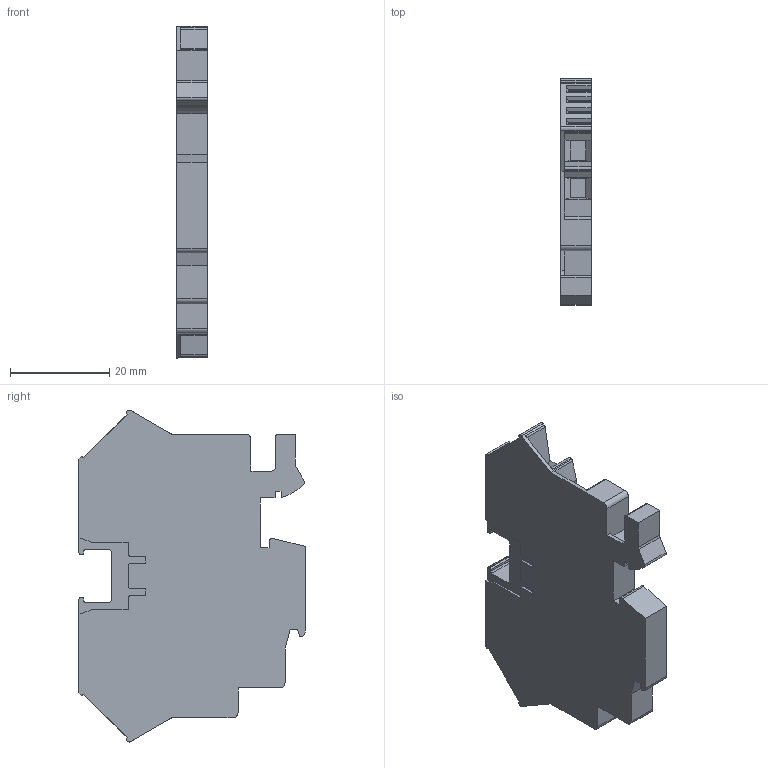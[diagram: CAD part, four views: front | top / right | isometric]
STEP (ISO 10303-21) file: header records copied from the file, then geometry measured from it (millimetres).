
FILE_DESCRIPTION((''),'2;1');
FILE_NAME('RK40ZRL_KOMBI_32_ISO_STEP','2012-03-13T',('Neumann'),(''),'PRO/ENGINEER BY PARAMETRIC TECHNOLOGY CORPORATION, 2007390','PRO/ENGINEER BY PARAMETRIC TECHNOLOGY CORPORATION, 2007390','');
FILE_SCHEMA(('CONFIG_CONTROL_DESIGN'));
Length unit declared in the file: millimetre
Products named in the file (1): RK40ZRL_KOMBI_32_ISO_STEP
Bounding box: 6.1 x 45.5 x 66.75 mm (x, y, z)
Volume: 12234.7 mm3; surface area: 6843 mm2
Topology: 1 solids, 1 shells, 289 faces, 793 edges, 512 vertices
Faces by surface type: plane 192, cylinder 81, cone 8, torus 8
Entity records: 9129 total; most frequent: CARTESIAN_POINT 1608, ORIENTED_EDGE 1586, DIRECTION 1545, EDGE_CURVE 793, VECTOR 611, LINE 611, VERTEX_POINT 512, AXIS2_PLACEMENT_3D 467
